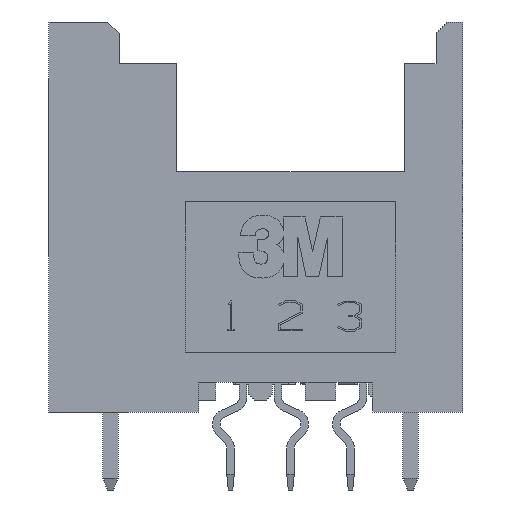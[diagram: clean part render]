
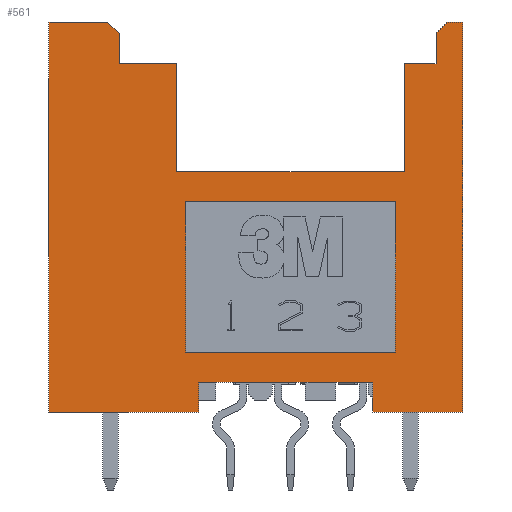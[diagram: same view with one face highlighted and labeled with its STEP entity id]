
A CAD part, front view. The second image highlights one B-rep face of the part: STEP entity #561.
In plain terms, the highlighted planar face has unit normal (0, -1, 0).
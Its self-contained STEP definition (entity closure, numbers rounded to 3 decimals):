
#561=ADVANCED_FACE('',(#1277,#1278),#931,.T.);
#931=PLANE('',#7175);
#1277=FACE_BOUND('',#1328,.T.);
#1278=FACE_BOUND('',#1329,.T.);
#1328=EDGE_LOOP('',(#1948,#1949,#1950,#1951));
#1329=EDGE_LOOP('',(#1952,#1953,#1954,#1955,#1956,#1957,#1958,#1959,#1960,
#1961,#1962,#1963,#1964,#1965,#1966,#1967,#1968,#1969));
#1948=ORIENTED_EDGE('',*,*,#4545,.T.);
#1949=ORIENTED_EDGE('',*,*,#4546,.T.);
#1950=ORIENTED_EDGE('',*,*,#4547,.T.);
#1951=ORIENTED_EDGE('',*,*,#4548,.T.);
#1952=ORIENTED_EDGE('',*,*,#4526,.T.);
#1953=ORIENTED_EDGE('',*,*,#4549,.T.);
#1954=ORIENTED_EDGE('',*,*,#4550,.F.);
#1955=ORIENTED_EDGE('',*,*,#4520,.F.);
#1956=ORIENTED_EDGE('',*,*,#4551,.F.);
#1957=ORIENTED_EDGE('',*,*,#4552,.F.);
#1958=ORIENTED_EDGE('',*,*,#4553,.T.);
#1959=ORIENTED_EDGE('',*,*,#4554,.F.);
#1960=ORIENTED_EDGE('',*,*,#4555,.T.);
#1961=ORIENTED_EDGE('',*,*,#4556,.T.);
#1962=ORIENTED_EDGE('',*,*,#4532,.T.);
#1963=ORIENTED_EDGE('',*,*,#4557,.F.);
#1964=ORIENTED_EDGE('',*,*,#4558,.T.);
#1965=ORIENTED_EDGE('',*,*,#4559,.T.);
#1966=ORIENTED_EDGE('',*,*,#4350,.T.);
#1967=ORIENTED_EDGE('',*,*,#4560,.F.);
#1968=ORIENTED_EDGE('',*,*,#4561,.T.);
#1969=ORIENTED_EDGE('',*,*,#4542,.T.);
#3710=VERTEX_POINT('',#9413);
#3711=VERTEX_POINT('',#9415);
#3869=VERTEX_POINT('',#9830);
#3872=VERTEX_POINT('',#9835);
#3877=VERTEX_POINT('',#9848);
#3878=VERTEX_POINT('',#9850);
#3883=VERTEX_POINT('',#9861);
#3884=VERTEX_POINT('',#9863);
#3891=VERTEX_POINT('',#9881);
#3893=VERTEX_POINT('',#9887);
#3894=VERTEX_POINT('',#9888);
#3895=VERTEX_POINT('',#9890);
#3896=VERTEX_POINT('',#9892);
#3897=VERTEX_POINT('',#9895);
#3898=VERTEX_POINT('',#9898);
#3899=VERTEX_POINT('',#9900);
#3900=VERTEX_POINT('',#9902);
#3901=VERTEX_POINT('',#9904);
#3902=VERTEX_POINT('',#9906);
#3903=VERTEX_POINT('',#9909);
#3904=VERTEX_POINT('',#9911);
#3905=VERTEX_POINT('',#9914);
#4350=EDGE_CURVE('',#3711,#3710,#5335,.T.);
#4520=EDGE_CURVE('',#3872,#3869,#5501,.T.);
#4526=EDGE_CURVE('',#3878,#3877,#5507,.T.);
#4532=EDGE_CURVE('',#3884,#3883,#5513,.T.);
#4542=EDGE_CURVE('',#3891,#3878,#5523,.T.);
#4545=EDGE_CURVE('',#3893,#3894,#5526,.T.);
#4546=EDGE_CURVE('',#3894,#3895,#5527,.T.);
#4547=EDGE_CURVE('',#3895,#3896,#5528,.T.);
#4548=EDGE_CURVE('',#3896,#3893,#5529,.T.);
#4549=EDGE_CURVE('',#3877,#3897,#5530,.T.);
#4550=EDGE_CURVE('',#3869,#3897,#5531,.T.);
#4551=EDGE_CURVE('',#3898,#3872,#5532,.T.);
#4552=EDGE_CURVE('',#3899,#3898,#5533,.T.);
#4553=EDGE_CURVE('',#3899,#3900,#5534,.T.);
#4554=EDGE_CURVE('',#3901,#3900,#5535,.T.);
#4555=EDGE_CURVE('',#3901,#3902,#5536,.T.);
#4556=EDGE_CURVE('',#3902,#3884,#5537,.T.);
#4557=EDGE_CURVE('',#3903,#3883,#5538,.T.);
#4558=EDGE_CURVE('',#3903,#3904,#5539,.T.);
#4559=EDGE_CURVE('',#3904,#3711,#5540,.T.);
#4560=EDGE_CURVE('',#3905,#3710,#5541,.T.);
#4561=EDGE_CURVE('',#3905,#3891,#5542,.T.);
#5335=LINE('',#9414,#6268);
#5501=LINE('',#9836,#6434);
#5507=LINE('',#9849,#6440);
#5513=LINE('',#9862,#6446);
#5523=LINE('',#9880,#6456);
#5526=LINE('',#9886,#6459);
#5527=LINE('',#9889,#6460);
#5528=LINE('',#9891,#6461);
#5529=LINE('',#9893,#6462);
#5530=LINE('',#9894,#6463);
#5531=LINE('',#9896,#6464);
#5532=LINE('',#9897,#6465);
#5533=LINE('',#9899,#6466);
#5534=LINE('',#9901,#6467);
#5535=LINE('',#9903,#6468);
#5536=LINE('',#9905,#6469);
#5537=LINE('',#9907,#6470);
#5538=LINE('',#9908,#6471);
#5539=LINE('',#9910,#6472);
#5540=LINE('',#9912,#6473);
#5541=LINE('',#9913,#6474);
#5542=LINE('',#9915,#6475);
#6268=VECTOR('',#7614,1.);
#6434=VECTOR('',#7806,1.);
#6440=VECTOR('',#7816,1.);
#6446=VECTOR('',#7824,1.);
#6456=VECTOR('',#7836,1.);
#6459=VECTOR('',#7841,1.);
#6460=VECTOR('',#7842,1.);
#6461=VECTOR('',#7843,1.);
#6462=VECTOR('',#7844,1.);
#6463=VECTOR('',#7845,1.);
#6464=VECTOR('',#7846,1.);
#6465=VECTOR('',#7847,1.);
#6466=VECTOR('',#7848,1.);
#6467=VECTOR('',#7849,1.);
#6468=VECTOR('',#7850,1.);
#6469=VECTOR('',#7851,1.);
#6470=VECTOR('',#7852,1.);
#6471=VECTOR('',#7853,1.);
#6472=VECTOR('',#7854,1.);
#6473=VECTOR('',#7855,1.);
#6474=VECTOR('',#7856,1.);
#6475=VECTOR('',#7857,1.);
#7175=AXIS2_PLACEMENT_3D('',#9916,#7858,#7859);
#7614=DIRECTION('',(1.,0.,0.));
#7806=DIRECTION('',(1.,0.,0.));
#7816=DIRECTION('',(-1.,0.,0.));
#7824=DIRECTION('',(-1.,0.,0.));
#7836=DIRECTION('',(0.,0.,1.));
#7841=DIRECTION('',(0.,0.,-1.));
#7842=DIRECTION('',(-1.,0.,0.));
#7843=DIRECTION('',(0.,0.,1.));
#7844=DIRECTION('',(1.,0.,0.));
#7845=DIRECTION('',(-0.707,0.,-0.707));
#7846=DIRECTION('',(0.,0.,1.));
#7847=DIRECTION('',(0.,0.,1.));
#7848=DIRECTION('',(1.,0.,0.));
#7849=DIRECTION('',(0.,0.,1.));
#7850=DIRECTION('',(1.,0.,0.));
#7851=DIRECTION('',(0.,0.,1.));
#7852=DIRECTION('',(-0.707,0.,0.707));
#7853=DIRECTION('',(0.,0.,1.));
#7854=DIRECTION('',(1.,0.,0.));
#7855=DIRECTION('',(0.,0.,1.));
#7856=DIRECTION('',(0.,0.,1.));
#7857=DIRECTION('',(1.,0.,0.));
#7858=DIRECTION('',(0.,-1.,0.));
#7859=DIRECTION('',(0.,0.,1.));
#9413=CARTESIAN_POINT('',(24.6,-9.,6.4));
#9414=CARTESIAN_POINT('',(20.7,-9.,6.4));
#9415=CARTESIAN_POINT('',(18.8,-9.,6.4));
#9830=CARTESIAN_POINT('',(26.7,-9.,17.));
#9835=CARTESIAN_POINT('',(25.65,-9.,17.));
#9836=CARTESIAN_POINT('',(21.425,-9.,17.));
#9848=CARTESIAN_POINT('',(27.1,-9.,18.4));
#9849=CARTESIAN_POINT('',(20.7,-9.,18.4));
#9850=CARTESIAN_POINT('',(27.6,-9.,18.4));
#9861=CARTESIAN_POINT('',(13.8,-9.,18.4));
#9862=CARTESIAN_POINT('',(20.7,-9.,18.4));
#9863=CARTESIAN_POINT('',(15.75,-9.,18.4));
#9880=CARTESIAN_POINT('',(27.6,-9.,6.4));
#9881=CARTESIAN_POINT('',(27.6,-9.,5.4));
#9886=CARTESIAN_POINT('',(25.35,-9.,9.9));
#9887=CARTESIAN_POINT('',(25.35,-9.,12.4));
#9888=CARTESIAN_POINT('',(25.35,-9.,7.4));
#9889=CARTESIAN_POINT('',(21.85,-9.,7.4));
#9890=CARTESIAN_POINT('',(18.35,-9.,7.4));
#9891=CARTESIAN_POINT('',(18.35,-9.,9.9));
#9892=CARTESIAN_POINT('',(18.35,-9.,12.4));
#9893=CARTESIAN_POINT('',(21.85,-9.,12.4));
#9894=CARTESIAN_POINT('',(17.9,-9.,9.2));
#9895=CARTESIAN_POINT('',(26.7,-9.,18.));
#9896=CARTESIAN_POINT('',(26.7,-9.,17.));
#9897=CARTESIAN_POINT('',(25.65,-9.,13.4));
#9898=CARTESIAN_POINT('',(25.65,-9.,13.4));
#9899=CARTESIAN_POINT('',(21.85,-9.,13.4));
#9900=CARTESIAN_POINT('',(18.05,-9.,13.4));
#9901=CARTESIAN_POINT('',(18.05,-9.,13.4));
#9902=CARTESIAN_POINT('',(18.05,-9.,17.));
#9903=CARTESIAN_POINT('',(21.425,-9.,17.));
#9904=CARTESIAN_POINT('',(16.15,-9.,17.));
#9905=CARTESIAN_POINT('',(16.15,-9.,17.));
#9906=CARTESIAN_POINT('',(16.15,-9.,18.));
#9907=CARTESIAN_POINT('',(24.225,-9.,9.925));
#9908=CARTESIAN_POINT('',(13.8,-9.,6.4));
#9909=CARTESIAN_POINT('',(13.8,-9.,5.4));
#9910=CARTESIAN_POINT('',(16.3,-9.,5.4));
#9911=CARTESIAN_POINT('',(18.8,-9.,5.4));
#9912=CARTESIAN_POINT('',(18.8,-9.,5.4));
#9913=CARTESIAN_POINT('',(24.6,-9.,5.4));
#9914=CARTESIAN_POINT('',(24.6,-9.,5.4));
#9915=CARTESIAN_POINT('',(26.1,-9.,5.4));
#9916=CARTESIAN_POINT('',(20.7,-9.,6.4));
